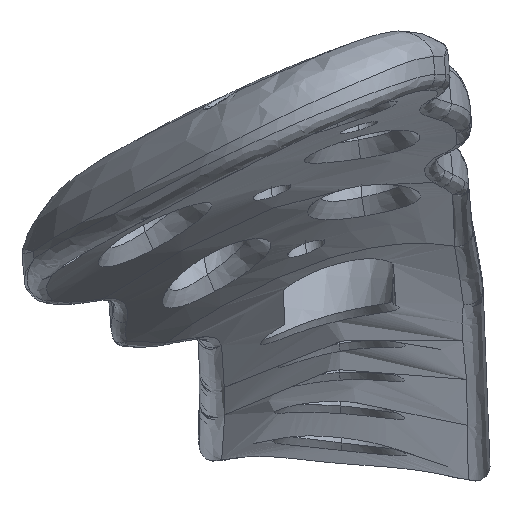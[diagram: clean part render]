
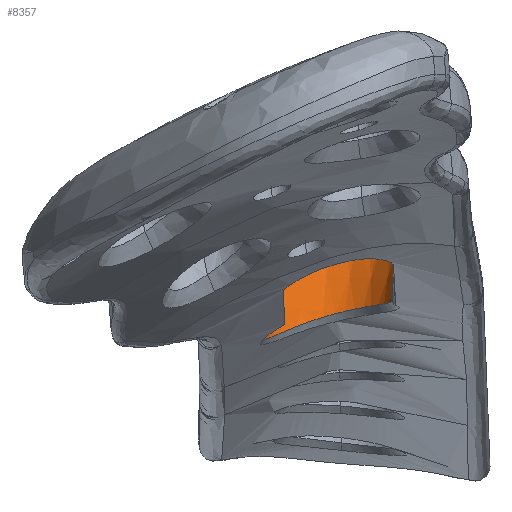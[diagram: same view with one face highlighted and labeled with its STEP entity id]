
A CAD part, left-side view. The second image highlights one B-rep face of the part: STEP entity #8357.
In plain terms, the highlighted conical face has half-angle 10 degrees and reference radius 2.263 mm.
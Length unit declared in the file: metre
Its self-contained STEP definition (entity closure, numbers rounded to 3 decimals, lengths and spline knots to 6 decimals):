
#1009=CARTESIAN_POINT('',(-0.060575,-0.002375,
0.011462));
#1010=CARTESIAN_POINT('',(-0.060574,-0.002366,
0.01158));
#1011=CARTESIAN_POINT('',(-0.060572,-0.002346,
0.011844));
#1012=CARTESIAN_POINT('',(-0.06057,-0.002322,
0.012122));
#1013=CARTESIAN_POINT('',(-0.060569,-0.00231,
0.01227));
#1205=CARTESIAN_POINT('',(-0.056995,-0.003868,
0.011666));
#1206=CARTESIAN_POINT('',(-0.057036,-0.003416,
0.011531));
#1207=CARTESIAN_POINT('',(-0.05739,-0.00261,
0.011213));
#1208=CARTESIAN_POINT('',(-0.058427,-0.001865,
0.010872));
#1209=CARTESIAN_POINT('',(-0.059579,-0.001761,
0.010965));
#1210=CARTESIAN_POINT('',(-0.060279,-0.002097,
0.01128));
#1211=CARTESIAN_POINT('',(-0.060575,-0.002375,
0.011462));
#1213=CARTESIAN_POINT('',(-0.059594,-0.006056,
0.012246));
#1214=CARTESIAN_POINT('',(-0.059139,-0.006163,
0.012193));
#1215=CARTESIAN_POINT('',(-0.058183,-0.006068,
0.012109));
#1216=CARTESIAN_POINT('',(-0.057163,-0.00519,
0.011992));
#1217=CARTESIAN_POINT('',(-0.056957,-0.004299,
0.011794));
#1218=CARTESIAN_POINT('',(-0.056995,-0.003868,
0.011666));
#1244=CARTESIAN_POINT('',(-0.059559,-0.001724,
0.012932));
#1245=CARTESIAN_POINT('',(-0.059669,-0.001758,
0.012837));
#1246=CARTESIAN_POINT('',(-0.059896,-0.001843,
0.012666));
#1247=CARTESIAN_POINT('',(-0.060205,-0.002009,
0.012463));
#1248=CARTESIAN_POINT('',(-0.060451,-0.002194,
0.012336));
#1249=CARTESIAN_POINT('',(-0.060569,-0.00231,
0.01227));
#1251=CARTESIAN_POINT('',(-0.056893,-0.002748,
0.013455));
#1252=CARTESIAN_POINT('',(-0.057115,-0.002444,
0.013338));
#1253=CARTESIAN_POINT('',(-0.057647,-0.001993,
0.013021));
#1254=CARTESIAN_POINT('',(-0.058622,-0.001641,
0.012706));
#1255=CARTESIAN_POINT('',(-0.059255,-0.001657,
0.01281));
#1256=CARTESIAN_POINT('',(-0.059559,-0.001724,
0.012932));
#1258=CARTESIAN_POINT('',(-0.056402,-0.004068,
0.013871));
#1259=CARTESIAN_POINT('',(-0.056414,-0.003915,
0.013833));
#1260=CARTESIAN_POINT('',(-0.056465,-0.003609,
0.01375));
#1261=CARTESIAN_POINT('',(-0.05663,-0.003161,
0.013608));
#1262=CARTESIAN_POINT('',(-0.056795,-0.002883,
0.013507));
#1263=CARTESIAN_POINT('',(-0.056893,-0.002748,
0.013455));
#1265=CARTESIAN_POINT('',(-0.056822,-0.005614,
0.014139));
#1266=CARTESIAN_POINT('',(-0.056718,-0.005465,
0.014123));
#1267=CARTESIAN_POINT('',(-0.056545,-0.005144,
0.014084));
#1268=CARTESIAN_POINT('',(-0.056403,-0.004618,
0.013995));
#1269=CARTESIAN_POINT('',(-0.056389,-0.004251,
0.013915));
#1270=CARTESIAN_POINT('',(-0.056402,-0.004068,
0.013871));
#1353=CARTESIAN_POINT('',(-0.059559,-0.001724,
0.012932));
#2262=CARTESIAN_POINT('',(-0.059043,-0.006615,
0.014074));
#2263=CARTESIAN_POINT('',(-0.059084,-0.006572,
0.013923));
#2264=CARTESIAN_POINT('',(-0.059209,-0.006489,
0.013639));
#2265=CARTESIAN_POINT('',(-0.05951,-0.006338,
0.013251));
#2266=CARTESIAN_POINT('',(-0.059755,-0.006207,
0.013036));
#2267=CARTESIAN_POINT('',(-0.059886,-0.006127,
0.012938));
#2298=CARTESIAN_POINT('',(-0.059886,-0.006127,
0.012938));
#2299=CARTESIAN_POINT('',(-0.059853,-0.006122,
0.012862));
#2300=CARTESIAN_POINT('',(-0.059787,-0.006111,
0.012709));
#2301=CARTESIAN_POINT('',(-0.059689,-0.006088,
0.012478));
#2302=CARTESIAN_POINT('',(-0.059626,-0.006068,
0.012324));
#2303=CARTESIAN_POINT('',(-0.059594,-0.006056,
0.012246));
#2333=CARTESIAN_POINT('',(-0.056822,-0.005614,
0.014139));
#2334=CARTESIAN_POINT('',(-0.056964,-0.005819,
0.014162));
#2335=CARTESIAN_POINT('',(-0.057348,-0.006187,
0.014114));
#2336=CARTESIAN_POINT('',(-0.058118,-0.006545,
0.014013));
#2337=CARTESIAN_POINT('',(-0.05873,-0.006626,
0.014032));
#2338=CARTESIAN_POINT('',(-0.059043,-0.006615,
0.014074));
#4570=VERTEX_POINT('',#1353);
#4571=VERTEX_POINT('',#1249);
#4572=CARTESIAN_POINT('',(-0.056893,-0.002748,
0.013455));
#4573=VERTEX_POINT('',#4572);
#4574=VERTEX_POINT('',#1258);
#4575=VERTEX_POINT('',#1265);
#4577=VERTEX_POINT('',#1009);
#4578=VERTEX_POINT('',#2338);
#4579=VERTEX_POINT('',#2267);
#4580=VERTEX_POINT('',#2303);
#4581=VERTEX_POINT('',#1205);
#8333=CARTESIAN_POINT('',(-0.059048,-0.003921,
0.012616));
#8334=DIRECTION('',(0.087,-0.087,0.992));
#8335=DIRECTION('',(0.996,-0.007,-0.088));
#8336=AXIS2_PLACEMENT_3D('',#8333,#8334,#8335);
#8337=CONICAL_SURFACE('',#8336,0.002263,10.);
#8338=ORIENTED_EDGE('',*,*,#8320,.T.);
#8339=ORIENTED_EDGE('',*,*,#7926,.T.);
#8341=ORIENTED_EDGE('',*,*,#8340,.F.);
#8343=ORIENTED_EDGE('',*,*,#8342,.F.);
#8345=ORIENTED_EDGE('',*,*,#8344,.F.);
#8347=ORIENTED_EDGE('',*,*,#8346,.F.);
#8349=ORIENTED_EDGE('',*,*,#8348,.T.);
#8351=ORIENTED_EDGE('',*,*,#8350,.T.);
#8353=ORIENTED_EDGE('',*,*,#8352,.T.);
#8354=ORIENTED_EDGE('',*,*,#8322,.T.);
#8355=EDGE_LOOP('',(#8338,#8339,#8341,#8343,#8345,#8347,#8349,#8351,#8353,
#8354));
#8356=FACE_OUTER_BOUND('',#8355,.F.);
#8357=ADVANCED_FACE('',(#8356),#8337,.F.);
#1014=B_SPLINE_CURVE_WITH_KNOTS('',3,(#1009,#1010,#1011,#1012,#1013),
.UNSPECIFIED.,.F.,.F.,(4,1,4),(0.,0.444278,1.),.UNSPECIFIED.);
#1212=B_SPLINE_CURVE_WITH_KNOTS('',3,(#1205,#1206,#1207,#1208,#1209,#1210,
#1211),.UNSPECIFIED.,.F.,.F.,(4,1,1,1,4),(0.,0.25,0.5,0.75,1.),
.UNSPECIFIED.);
#1219=B_SPLINE_CURVE_WITH_KNOTS('',3,(#1213,#1214,#1215,#1216,#1217,#1218),
.UNSPECIFIED.,.F.,.F.,(4,1,1,4),(0.,0.333333,0.666667,1.),
.UNSPECIFIED.);
#1250=B_SPLINE_CURVE_WITH_KNOTS('',3,(#1244,#1245,#1246,#1247,#1248,#1249),
.UNSPECIFIED.,.F.,.F.,(4,1,1,4),(0.,0.333333,0.666667,1.),
.UNSPECIFIED.);
#1257=B_SPLINE_CURVE_WITH_KNOTS('',3,(#1251,#1252,#1253,#1254,#1255,#1256),
.UNSPECIFIED.,.F.,.F.,(4,1,1,4),(0.,0.333333,0.666667,1.),
.UNSPECIFIED.);
#1264=B_SPLINE_CURVE_WITH_KNOTS('',3,(#1258,#1259,#1260,#1261,#1262,#1263),
.UNSPECIFIED.,.F.,.F.,(4,1,1,4),(0.,0.333333,0.666667,1.),
.UNSPECIFIED.);
#1271=B_SPLINE_CURVE_WITH_KNOTS('',3,(#1265,#1266,#1267,#1268,#1269,#1270),
.UNSPECIFIED.,.F.,.F.,(4,1,1,4),(0.,0.333333,0.666667,1.),
.UNSPECIFIED.);
#2268=B_SPLINE_CURVE_WITH_KNOTS('',3,(#2262,#2263,#2264,#2265,#2266,#2267),
.UNSPECIFIED.,.F.,.F.,(4,1,1,4),(0.,0.333333,0.666667,1.),
.UNSPECIFIED.);
#2304=B_SPLINE_CURVE_WITH_KNOTS('',3,(#2298,#2299,#2300,#2301,#2302,#2303),
.UNSPECIFIED.,.F.,.F.,(4,1,1,4),(0.,0.333333,0.666667,1.),
.UNSPECIFIED.);
#2339=B_SPLINE_CURVE_WITH_KNOTS('',3,(#2333,#2334,#2335,#2336,#2337,#2338),
.UNSPECIFIED.,.F.,.F.,(4,1,1,4),(0.,0.333333,0.666667,1.),
.UNSPECIFIED.);
#7926=EDGE_CURVE('',#4577,#4571,#1014,.T.);
#8320=EDGE_CURVE('',#4581,#4577,#1212,.T.);
#8322=EDGE_CURVE('',#4580,#4581,#1219,.T.);
#8340=EDGE_CURVE('',#4570,#4571,#1250,.T.);
#8342=EDGE_CURVE('',#4573,#4570,#1257,.T.);
#8344=EDGE_CURVE('',#4574,#4573,#1264,.T.);
#8346=EDGE_CURVE('',#4575,#4574,#1271,.T.);
#8348=EDGE_CURVE('',#4575,#4578,#2339,.T.);
#8350=EDGE_CURVE('',#4578,#4579,#2268,.T.);
#8352=EDGE_CURVE('',#4579,#4580,#2304,.T.);
